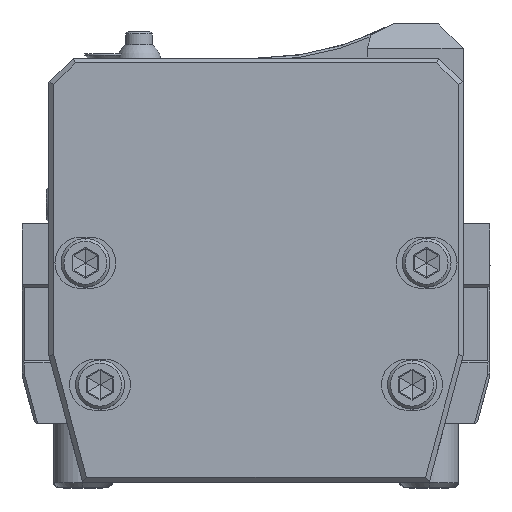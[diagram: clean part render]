
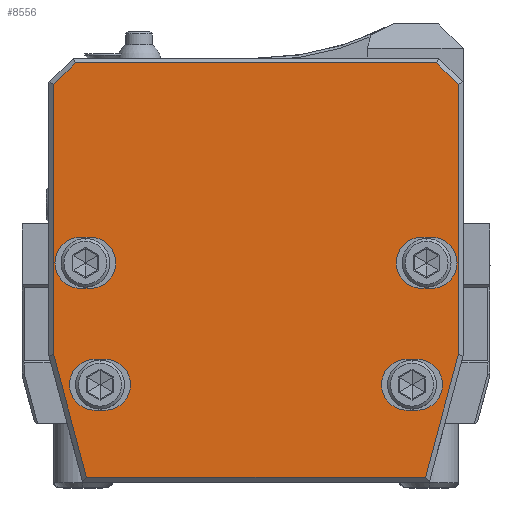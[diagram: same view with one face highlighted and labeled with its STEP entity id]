
A CAD part, top view. The second image highlights one B-rep face of the part: STEP entity #8556.
In plain terms, the highlighted planar face has unit normal (0, 0, 1).
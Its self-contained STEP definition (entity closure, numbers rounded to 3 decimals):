
#1059=DIRECTION('',(1.,0.,0.));
#1060=VECTOR('',#1059,69.532);
#1061=CARTESIAN_POINT('',(-34.766,-11.,15.));
#1062=LINE('',#1061,#1060);
#1063=DIRECTION('',(0.259,-0.966,0.));
#1064=VECTOR('',#1063,26.018);
#1065=CARTESIAN_POINT('',(-41.5,14.132,15.));
#1066=LINE('',#1065,#1064);
#1067=DIRECTION('',(0.,-1.,0.));
#1068=VECTOR('',#1067,55.454);
#1069=CARTESIAN_POINT('',(-41.5,69.586,15.));
#1070=LINE('',#1069,#1068);
#1071=DIRECTION('',(-0.707,-0.707,0.));
#1072=VECTOR('',#1071,6.243);
#1073=CARTESIAN_POINT('',(-37.086,74.,15.));
#1074=LINE('',#1073,#1072);
#1075=DIRECTION('',(-1.,0.,0.));
#1076=VECTOR('',#1075,74.172);
#1077=CARTESIAN_POINT('',(37.086,74.,15.));
#1078=LINE('',#1077,#1076);
#1079=DIRECTION('',(-0.707,0.707,0.));
#1080=VECTOR('',#1079,6.243);
#1081=CARTESIAN_POINT('',(41.5,69.586,15.));
#1082=LINE('',#1081,#1080);
#1083=DIRECTION('',(0.,1.,0.));
#1084=VECTOR('',#1083,55.454);
#1085=CARTESIAN_POINT('',(41.5,14.132,15.));
#1086=LINE('',#1085,#1084);
#1087=DIRECTION('',(0.259,0.966,0.));
#1088=VECTOR('',#1087,26.018);
#1089=CARTESIAN_POINT('',(34.766,-11.,15.));
#1090=LINE('',#1089,#1088);
#1091=CARTESIAN_POINT('',(-36.,33.,15.));
#1092=DIRECTION('',(0.,0.,1.));
#1093=DIRECTION('',(0.,1.,0.));
#1094=AXIS2_PLACEMENT_3D('',#1091,#1092,#1093);
#1096=DIRECTION('',(1.,0.,0.));
#1097=VECTOR('',#1096,2.);
#1098=CARTESIAN_POINT('',(-36.,27.75,15.));
#1099=LINE('',#1098,#1097);
#1100=CARTESIAN_POINT('',(-34.,33.,15.));
#1101=DIRECTION('',(0.,0.,1.));
#1102=DIRECTION('',(0.,-1.,0.));
#1103=AXIS2_PLACEMENT_3D('',#1100,#1101,#1102);
#1105=DIRECTION('',(-1.,0.,0.));
#1106=VECTOR('',#1105,2.);
#1107=CARTESIAN_POINT('',(-34.,38.25,15.));
#1108=LINE('',#1107,#1106);
#1109=CARTESIAN_POINT('',(-33.,8.,15.));
#1110=DIRECTION('',(0.,0.,1.));
#1111=DIRECTION('',(0.,1.,0.));
#1112=AXIS2_PLACEMENT_3D('',#1109,#1110,#1111);
#1114=DIRECTION('',(1.,0.,0.));
#1115=VECTOR('',#1114,2.);
#1116=CARTESIAN_POINT('',(-33.,2.75,15.));
#1117=LINE('',#1116,#1115);
#1118=CARTESIAN_POINT('',(-31.,8.,15.));
#1119=DIRECTION('',(0.,0.,1.));
#1120=DIRECTION('',(0.,-1.,0.));
#1121=AXIS2_PLACEMENT_3D('',#1118,#1119,#1120);
#1123=DIRECTION('',(-1.,0.,0.));
#1124=VECTOR('',#1123,2.);
#1125=CARTESIAN_POINT('',(-31.,13.25,15.));
#1126=LINE('',#1125,#1124);
#1127=DIRECTION('',(-1.,0.,0.));
#1128=VECTOR('',#1127,2.);
#1129=CARTESIAN_POINT('',(36.,38.25,15.));
#1130=LINE('',#1129,#1128);
#1131=CARTESIAN_POINT('',(34.,33.,15.));
#1132=DIRECTION('',(0.,0.,1.));
#1133=DIRECTION('',(0.,1.,0.));
#1134=AXIS2_PLACEMENT_3D('',#1131,#1132,#1133);
#1136=DIRECTION('',(1.,0.,0.));
#1137=VECTOR('',#1136,2.);
#1138=CARTESIAN_POINT('',(34.,27.75,15.));
#1139=LINE('',#1138,#1137);
#1140=CARTESIAN_POINT('',(36.,33.,15.));
#1141=DIRECTION('',(0.,0.,1.));
#1142=DIRECTION('',(0.,-1.,0.));
#1143=AXIS2_PLACEMENT_3D('',#1140,#1141,#1142);
#1145=DIRECTION('',(-1.,0.,0.));
#1146=VECTOR('',#1145,2.);
#1147=CARTESIAN_POINT('',(33.,13.25,15.));
#1148=LINE('',#1147,#1146);
#1149=CARTESIAN_POINT('',(31.,8.,15.));
#1150=DIRECTION('',(0.,0.,1.));
#1151=DIRECTION('',(0.,1.,0.));
#1152=AXIS2_PLACEMENT_3D('',#1149,#1150,#1151);
#1154=DIRECTION('',(1.,0.,0.));
#1155=VECTOR('',#1154,2.);
#1156=CARTESIAN_POINT('',(31.,2.75,15.));
#1157=LINE('',#1156,#1155);
#1158=CARTESIAN_POINT('',(33.,8.,15.));
#1159=DIRECTION('',(0.,0.,1.));
#1160=DIRECTION('',(0.,-1.,0.));
#1161=AXIS2_PLACEMENT_3D('',#1158,#1159,#1160);
#6455=CARTESIAN_POINT('',(-36.,38.25,15.));
#6456=CARTESIAN_POINT('',(-36.,27.75,15.));
#6457=VERTEX_POINT('',#6455);
#6458=VERTEX_POINT('',#6456);
#6459=CARTESIAN_POINT('',(-34.,27.75,15.));
#6460=VERTEX_POINT('',#6459);
#6461=CARTESIAN_POINT('',(-34.,38.25,15.));
#6462=VERTEX_POINT('',#6461);
#6463=CARTESIAN_POINT('',(-33.,13.25,15.));
#6464=CARTESIAN_POINT('',(-33.,2.75,15.));
#6465=VERTEX_POINT('',#6463);
#6466=VERTEX_POINT('',#6464);
#6467=CARTESIAN_POINT('',(-31.,2.75,15.));
#6468=VERTEX_POINT('',#6467);
#6469=CARTESIAN_POINT('',(-31.,13.25,15.));
#6470=VERTEX_POINT('',#6469);
#6471=CARTESIAN_POINT('',(36.,38.25,15.));
#6472=CARTESIAN_POINT('',(34.,38.25,15.));
#6473=VERTEX_POINT('',#6471);
#6474=VERTEX_POINT('',#6472);
#6475=CARTESIAN_POINT('',(34.,27.75,15.));
#6476=VERTEX_POINT('',#6475);
#6477=CARTESIAN_POINT('',(36.,27.75,15.));
#6478=VERTEX_POINT('',#6477);
#6479=CARTESIAN_POINT('',(33.,13.25,15.));
#6480=CARTESIAN_POINT('',(31.,13.25,15.));
#6481=VERTEX_POINT('',#6479);
#6482=VERTEX_POINT('',#6480);
#6483=CARTESIAN_POINT('',(31.,2.75,15.));
#6484=VERTEX_POINT('',#6483);
#6485=CARTESIAN_POINT('',(33.,2.75,15.));
#6486=VERTEX_POINT('',#6485);
#6491=CARTESIAN_POINT('',(-34.766,-11.,15.));
#6492=CARTESIAN_POINT('',(34.766,-11.,15.));
#6493=VERTEX_POINT('',#6491);
#6494=VERTEX_POINT('',#6492);
#6497=CARTESIAN_POINT('',(41.5,14.132,15.));
#6498=VERTEX_POINT('',#6497);
#6501=CARTESIAN_POINT('',(41.5,69.586,15.));
#6502=VERTEX_POINT('',#6501);
#6507=CARTESIAN_POINT('',(37.086,74.,15.));
#6508=CARTESIAN_POINT('',(-37.086,74.,15.));
#6509=VERTEX_POINT('',#6507);
#6510=VERTEX_POINT('',#6508);
#6511=CARTESIAN_POINT('',(-41.5,69.586,15.));
#6512=CARTESIAN_POINT('',(-41.5,14.132,15.));
#6513=VERTEX_POINT('',#6511);
#6514=VERTEX_POINT('',#6512);
#8495=CARTESIAN_POINT('',(0.,-12.,15.));
#8496=DIRECTION('',(0.,0.,1.));
#8497=DIRECTION('',(1.,0.,0.));
#8498=AXIS2_PLACEMENT_3D('',#8495,#8496,#8497);
#8499=PLANE('',#8498);
#8501=ORIENTED_EDGE('',*,*,#8500,.F.);
#8502=ORIENTED_EDGE('',*,*,#8474,.F.);
#8503=ORIENTED_EDGE('',*,*,#8486,.F.);
#8505=ORIENTED_EDGE('',*,*,#8504,.F.);
#8507=ORIENTED_EDGE('',*,*,#8506,.F.);
#8509=ORIENTED_EDGE('',*,*,#8508,.F.);
#8511=ORIENTED_EDGE('',*,*,#8510,.F.);
#8513=ORIENTED_EDGE('',*,*,#8512,.F.);
#8514=EDGE_LOOP('',(#8501,#8502,#8503,#8505,#8507,#8509,#8511,#8513));
#8515=FACE_OUTER_BOUND('',#8514,.F.);
#8517=ORIENTED_EDGE('',*,*,#8516,.T.);
#8519=ORIENTED_EDGE('',*,*,#8518,.T.);
#8521=ORIENTED_EDGE('',*,*,#8520,.T.);
#8523=ORIENTED_EDGE('',*,*,#8522,.T.);
#8524=EDGE_LOOP('',(#8517,#8519,#8521,#8523));
#8525=FACE_BOUND('',#8524,.F.);
#8527=ORIENTED_EDGE('',*,*,#8526,.T.);
#8529=ORIENTED_EDGE('',*,*,#8528,.T.);
#8531=ORIENTED_EDGE('',*,*,#8530,.T.);
#8533=ORIENTED_EDGE('',*,*,#8532,.T.);
#8534=EDGE_LOOP('',(#8527,#8529,#8531,#8533));
#8535=FACE_BOUND('',#8534,.F.);
#8537=ORIENTED_EDGE('',*,*,#8536,.T.);
#8539=ORIENTED_EDGE('',*,*,#8538,.T.);
#8541=ORIENTED_EDGE('',*,*,#8540,.T.);
#8543=ORIENTED_EDGE('',*,*,#8542,.T.);
#8544=EDGE_LOOP('',(#8537,#8539,#8541,#8543));
#8545=FACE_BOUND('',#8544,.F.);
#8547=ORIENTED_EDGE('',*,*,#8546,.T.);
#8549=ORIENTED_EDGE('',*,*,#8548,.T.);
#8551=ORIENTED_EDGE('',*,*,#8550,.T.);
#8553=ORIENTED_EDGE('',*,*,#8552,.T.);
#8554=EDGE_LOOP('',(#8547,#8549,#8551,#8553));
#8555=FACE_BOUND('',#8554,.F.);
#1095=CIRCLE('',#1094,5.25);
#1104=CIRCLE('',#1103,5.25);
#1113=CIRCLE('',#1112,5.25);
#1122=CIRCLE('',#1121,5.25);
#1135=CIRCLE('',#1134,5.25);
#1144=CIRCLE('',#1143,5.25);
#1153=CIRCLE('',#1152,5.25);
#1162=CIRCLE('',#1161,5.25);
#8474=EDGE_CURVE('',#6514,#6493,#1066,.T.);
#8486=EDGE_CURVE('',#6513,#6514,#1070,.T.);
#8500=EDGE_CURVE('',#6493,#6494,#1062,.T.);
#8504=EDGE_CURVE('',#6510,#6513,#1074,.T.);
#8506=EDGE_CURVE('',#6509,#6510,#1078,.T.);
#8508=EDGE_CURVE('',#6502,#6509,#1082,.T.);
#8510=EDGE_CURVE('',#6498,#6502,#1086,.T.);
#8512=EDGE_CURVE('',#6494,#6498,#1090,.T.);
#8516=EDGE_CURVE('',#6457,#6458,#1095,.T.);
#8518=EDGE_CURVE('',#6458,#6460,#1099,.T.);
#8520=EDGE_CURVE('',#6460,#6462,#1104,.T.);
#8522=EDGE_CURVE('',#6462,#6457,#1108,.T.);
#8526=EDGE_CURVE('',#6465,#6466,#1113,.T.);
#8528=EDGE_CURVE('',#6466,#6468,#1117,.T.);
#8530=EDGE_CURVE('',#6468,#6470,#1122,.T.);
#8532=EDGE_CURVE('',#6470,#6465,#1126,.T.);
#8536=EDGE_CURVE('',#6473,#6474,#1130,.T.);
#8538=EDGE_CURVE('',#6474,#6476,#1135,.T.);
#8540=EDGE_CURVE('',#6476,#6478,#1139,.T.);
#8542=EDGE_CURVE('',#6478,#6473,#1144,.T.);
#8546=EDGE_CURVE('',#6481,#6482,#1148,.T.);
#8548=EDGE_CURVE('',#6482,#6484,#1153,.T.);
#8550=EDGE_CURVE('',#6484,#6486,#1157,.T.);
#8552=EDGE_CURVE('',#6486,#6481,#1162,.T.);
#8556=ADVANCED_FACE('',(#8515,#8525,#8535,#8545,#8555),#8499,.T.);
